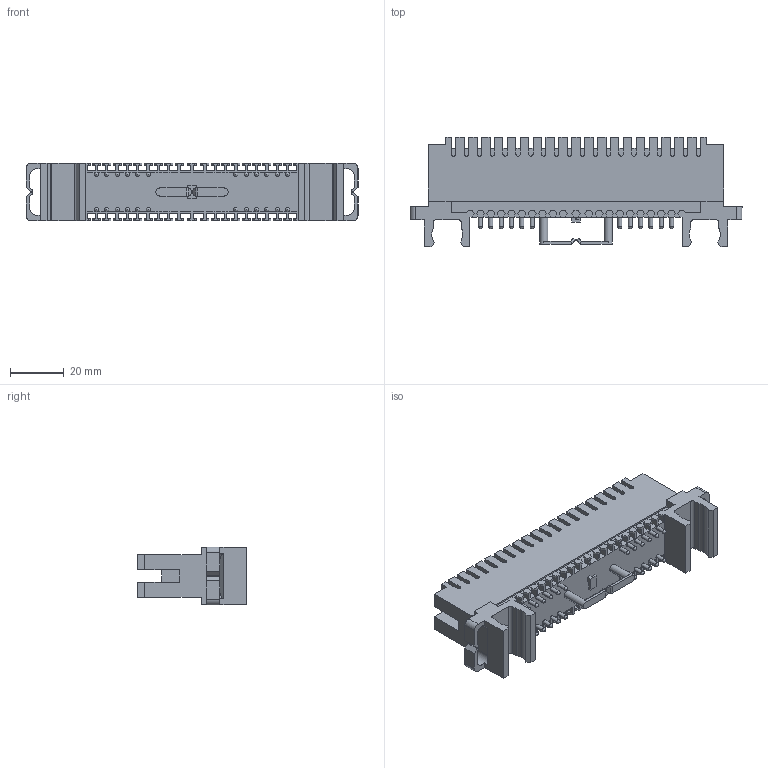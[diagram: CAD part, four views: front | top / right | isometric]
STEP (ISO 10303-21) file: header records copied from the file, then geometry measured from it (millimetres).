
FILE_DESCRIPTION (( 'STEP AP203' ), '1' );
FILE_NAME ('PL10P-DIS01-1 ITK Ïëèíò ðàçìûê., 10 ïàð àíàëîã Krone, ìàðê. 1-0, íà øòàíãó.STEP', '2016-09-22T13:59:36', ( '' ), ( '' ), 'SwSTEP 2.0', 'SolidWorks 2014', '' );
FILE_SCHEMA (( 'CONFIG_CONTROL_DESIGN' ));
Length unit declared in the file: millimetre
Products named in the file (2): PL10P-DIS01-1 ITK Ïëèíò ðàçìûê., 10 ïàð àíàëîã Krone, ìàðê. 1-0, íà øòàíãó
Bounding box: 123.7 x 40.6 x 21.5 mm (x, y, z)
Volume: 48344.2 mm3; surface area: 21844.3 mm2
Topology: 1 solids, 1 shells, 970 faces, 2870 edges, 1904 vertices
Faces by surface type: plane 784, cylinder 162, sphere 24
Entity records: 31821 total; most frequent: CARTESIAN_POINT 5686, ORIENTED_EDGE 5644, DIRECTION 5090, EDGE_CURVE 2822, VECTOR 2490, LINE 2490, VERTEX_POINT 1880, AXIS2_PLACEMENT_3D 1300
